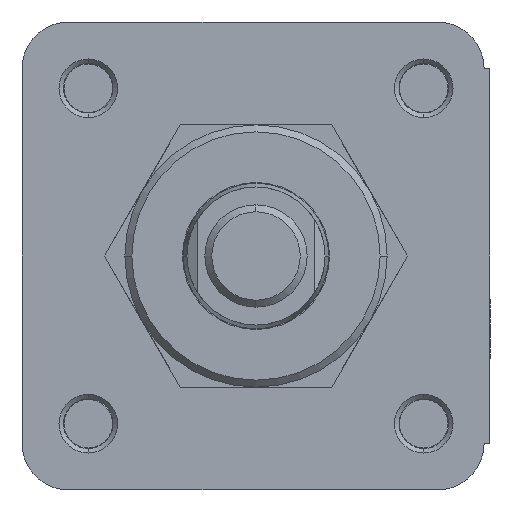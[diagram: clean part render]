
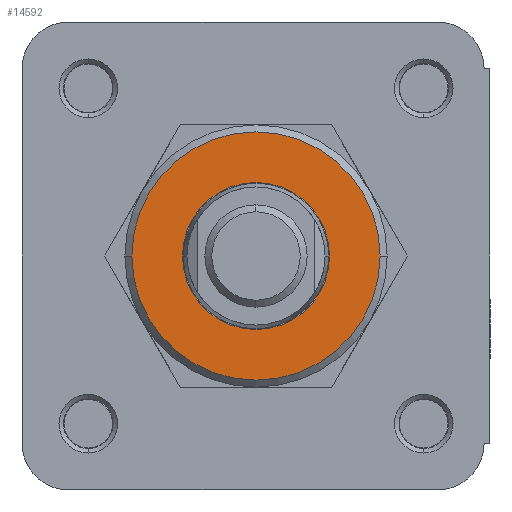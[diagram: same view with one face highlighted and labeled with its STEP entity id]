
A CAD part, left-side view. The second image highlights one B-rep face of the part: STEP entity #14592.
In plain terms, the highlighted planar face has unit normal (-1, 0, 0).
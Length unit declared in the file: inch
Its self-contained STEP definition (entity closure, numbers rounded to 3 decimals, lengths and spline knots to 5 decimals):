
#120 = CARTESIAN_POINT ( 'NONE',  ( -0.615, 0.5305, 0. ) ) ;
#712 = DIRECTION ( 'NONE',  ( 1., 0., 0. ) ) ;
#779 = ORIENTED_EDGE ( 'NONE', *, *, #14349, .F. ) ;
#980 = EDGE_CURVE ( 'NONE', #2639, #12805, #9883, .T. ) ;
#1192 = CARTESIAN_POINT ( 'NONE',  ( -0.615, 0., 0. ) ) ;
#1788 = DIRECTION ( 'NONE',  ( 1., 0., 0. ) ) ;
#2043 = CARTESIAN_POINT ( 'NONE',  ( -0.615, 0., -0.314 ) ) ;
#2343 = DIRECTION ( 'NONE',  ( 0., 0., -1. ) ) ;
#2639 = VERTEX_POINT ( 'NONE', #120 ) ;
#2770 = VERTEX_POINT ( 'NONE', #2043 ) ;
#3367 = FACE_OUTER_BOUND ( 'NONE', #11395, .T. ) ;
#5533 = CARTESIAN_POINT ( 'NONE',  ( -0.615, -0.5305, 0. ) ) ;
#5542 = CIRCLE ( 'NONE', #14151, 0.314 ) ;
#5713 = CIRCLE ( 'NONE', #12130, 0.5305 ) ;
#6403 = AXIS2_PLACEMENT_3D ( 'NONE', #6648, #14657, #7813 ) ;
#6606 = ORIENTED_EDGE ( 'NONE', *, *, #14454, .T. ) ;
#6648 = CARTESIAN_POINT ( 'NONE',  ( -0.615, 0., 0. ) ) ;
#6743 = DIRECTION ( 'NONE',  ( 1., 0., 0. ) ) ;
#7014 = EDGE_CURVE ( 'NONE', #10888, #2770, #11821, .T. ) ;
#7598 = CARTESIAN_POINT ( 'NONE',  ( -0.615, 0., 0. ) ) ;
#7813 = DIRECTION ( 'NONE',  ( 0., 1., 0. ) ) ;
#8601 = ORIENTED_EDGE ( 'NONE', *, *, #980, .F. ) ;
#8683 = CARTESIAN_POINT ( 'NONE',  ( -0.615, 0., 0. ) ) ;
#8728 = DIRECTION ( 'NONE',  ( 0., 1., 0. ) ) ;
#9219 = DIRECTION ( 'NONE',  ( 1., 0., 0. ) ) ;
#9486 = FACE_BOUND ( 'NONE', #13284, .T. ) ;
#9824 = DIRECTION ( 'NONE',  ( 0., 0., -1. ) ) ;
#9883 = CIRCLE ( 'NONE', #6403, 0.5305 ) ;
#10022 = CARTESIAN_POINT ( 'NONE',  ( -0.615, 0., 0.314 ) ) ;
#10888 = VERTEX_POINT ( 'NONE', #10022 ) ;
#11175 = ORIENTED_EDGE ( 'NONE', *, *, #7014, .T. ) ;
#11395 = EDGE_LOOP ( 'NONE', ( #8601, #779 ) ) ;
#11821 = CIRCLE ( 'NONE', #14858, 0.314 ) ;
#12130 = AXIS2_PLACEMENT_3D ( 'NONE', #7598, #712, #8728 ) ;
#12316 = AXIS2_PLACEMENT_3D ( 'NONE', #1192, #9219, #2343 ) ;
#12805 = VERTEX_POINT ( 'NONE', #5533 ) ;
#13284 = EDGE_LOOP ( 'NONE', ( #6606, #11175 ) ) ;
#13561 = CARTESIAN_POINT ( 'NONE',  ( -0.615, 0., 0. ) ) ;
#13718 = PLANE ( 'NONE',  #12316 ) ;
#14151 = AXIS2_PLACEMENT_3D ( 'NONE', #13561, #6743, #14744 ) ;
#14349 = EDGE_CURVE ( 'NONE', #12805, #2639, #5713, .T. ) ;
#14454 = EDGE_CURVE ( 'NONE', #2770, #10888, #5542, .T. ) ;
#14592 = ADVANCED_FACE ( 'NONE', ( #9486, #3367 ), #13718, .F. ) ;
#14657 = DIRECTION ( 'NONE',  ( 1., 0., 0. ) ) ;
#14744 = DIRECTION ( 'NONE',  ( 0., 0., -1. ) ) ;
#14858 = AXIS2_PLACEMENT_3D ( 'NONE', #8683, #1788, #9824 ) ;
